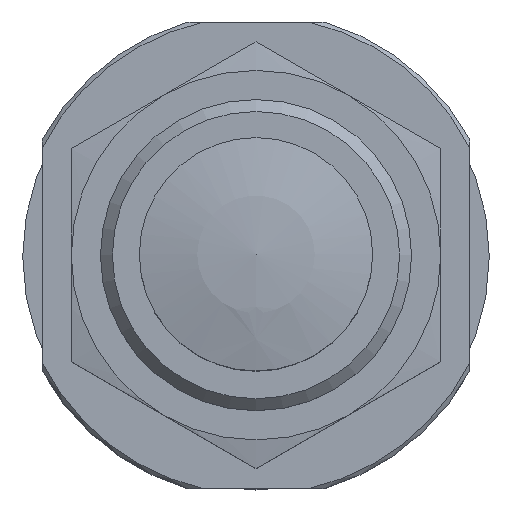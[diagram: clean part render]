
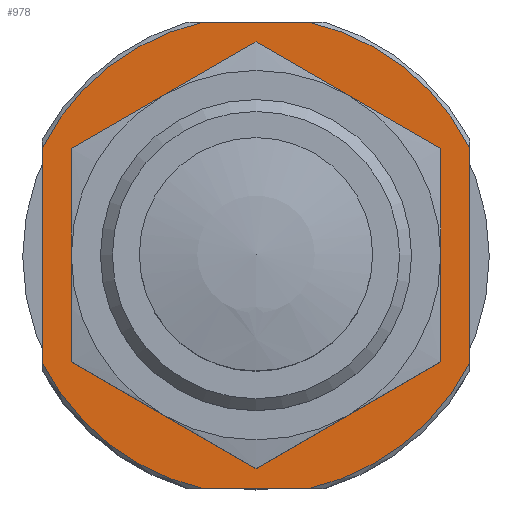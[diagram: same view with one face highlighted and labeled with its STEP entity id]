
A CAD part, top view. The second image highlights one B-rep face of the part: STEP entity #978.
In plain terms, the highlighted face is planar.
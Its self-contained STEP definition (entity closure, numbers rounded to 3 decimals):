
#32=LINE('',#1812,#54);
#33=LINE('',#1814,#55);
#34=LINE('',#1815,#56);
#35=LINE('',#1816,#57);
#54=VECTOR('',#1392,1000.);
#55=VECTOR('',#1393,1000.);
#56=VECTOR('',#1394,1000.);
#57=VECTOR('',#1395,1000.);
#332=ORIENTED_EDGE('',*,*,#516,.F.);
#333=ORIENTED_EDGE('',*,*,#499,.F.);
#334=ORIENTED_EDGE('',*,*,#517,.F.);
#335=ORIENTED_EDGE('',*,*,#487,.F.);
#336=ORIENTED_EDGE('',*,*,#518,.F.);
#337=ORIENTED_EDGE('',*,*,#496,.F.);
#338=ORIENTED_EDGE('',*,*,#519,.F.);
#339=ORIENTED_EDGE('',*,*,#520,.F.);
#340=ORIENTED_EDGE('',*,*,#521,.T.);
#487=EDGE_CURVE('',#592,#593,#668,.T.);
#496=EDGE_CURVE('',#600,#601,#672,.T.);
#499=EDGE_CURVE('',#602,#603,#673,.T.);
#516=EDGE_CURVE('',#603,#616,#32,.T.);
#517=EDGE_CURVE('',#593,#602,#33,.T.);
#518=EDGE_CURVE('',#601,#592,#34,.T.);
#519=EDGE_CURVE('',#617,#600,#35,.T.);
#520=EDGE_CURVE('',#616,#617,#680,.T.);
#521=EDGE_CURVE('',#618,#618,#681,.T.);
#592=VERTEX_POINT('',#1717);
#593=VERTEX_POINT('',#1719);
#600=VERTEX_POINT('',#1747);
#601=VERTEX_POINT('',#1748);
#602=VERTEX_POINT('',#1759);
#603=VERTEX_POINT('',#1760);
#616=VERTEX_POINT('',#1813);
#617=VERTEX_POINT('',#1817);
#618=VERTEX_POINT('',#1820);
#668=CIRCLE('',#1131,12.3);
#672=CIRCLE('',#1138,12.3);
#673=CIRCLE('',#1140,12.3);
#680=CIRCLE('',#1152,12.3);
#681=CIRCLE('',#1153,8.);
#760=EDGE_LOOP('',(#332,#333,#334,#335,#336,#337,#338,#339));
#761=EDGE_LOOP('',(#340));
#864=FACE_BOUND('',#760,.T.);
#865=FACE_BOUND('',#761,.T.);
#922=PLANE('',#1151);
#978=ADVANCED_FACE('',(#864,#865),#922,.F.);
#1131=AXIS2_PLACEMENT_3D('',#1718,#1344,#1345);
#1138=AXIS2_PLACEMENT_3D('',#1746,#1360,#1361);
#1140=AXIS2_PLACEMENT_3D('',#1758,#1364,#1365);
#1151=AXIS2_PLACEMENT_3D('',#1811,#1390,#1391);
#1152=AXIS2_PLACEMENT_3D('',#1818,#1396,#1397);
#1153=AXIS2_PLACEMENT_3D('',#1819,#1398,#1399);
#1344=DIRECTION('',(1.,0.,0.));
#1345=DIRECTION('',(0.,0.,-1.));
#1360=DIRECTION('',(1.,0.,0.));
#1361=DIRECTION('',(0.,0.,-1.));
#1364=DIRECTION('',(1.,0.,0.));
#1365=DIRECTION('',(0.,0.,-1.));
#1390=DIRECTION('',(1.,0.,0.));
#1391=DIRECTION('',(0.,0.,-1.));
#1392=DIRECTION('',(0.,0.,1.));
#1393=DIRECTION('',(0.,1.,0.));
#1394=DIRECTION('',(0.,0.,-1.));
#1395=DIRECTION('',(0.,-1.,0.));
#1396=DIRECTION('',(1.,0.,0.));
#1397=DIRECTION('',(0.,0.,-1.));
#1398=DIRECTION('',(1.,0.,0.));
#1399=DIRECTION('',(0.,0.,-1.));
#1717=CARTESIAN_POINT('',(0.,-12.,-2.7));
#1718=CARTESIAN_POINT('',(0.,0.,0.));
#1719=CARTESIAN_POINT('',(0.,-5.504,-11.));
#1746=CARTESIAN_POINT('',(0.,0.,0.));
#1747=CARTESIAN_POINT('',(0.,-5.504,11.));
#1748=CARTESIAN_POINT('',(0.,-12.,2.7));
#1758=CARTESIAN_POINT('',(0.,0.,0.));
#1759=CARTESIAN_POINT('',(0.,5.504,-11.));
#1760=CARTESIAN_POINT('',(0.,12.,-2.7));
#1811=CARTESIAN_POINT('',(0.,0.,0.));
#1812=CARTESIAN_POINT('',(0.,12.,-50.));
#1813=CARTESIAN_POINT('',(0.,12.,2.7));
#1814=CARTESIAN_POINT('',(0.,-50.,-11.));
#1815=CARTESIAN_POINT('',(0.,-12.,50.));
#1816=CARTESIAN_POINT('',(0.,50.,11.));
#1817=CARTESIAN_POINT('',(0.,5.504,11.));
#1818=CARTESIAN_POINT('',(0.,0.,0.));
#1819=CARTESIAN_POINT('',(0.,0.,0.));
#1820=CARTESIAN_POINT('',(0.,0.,-8.));
